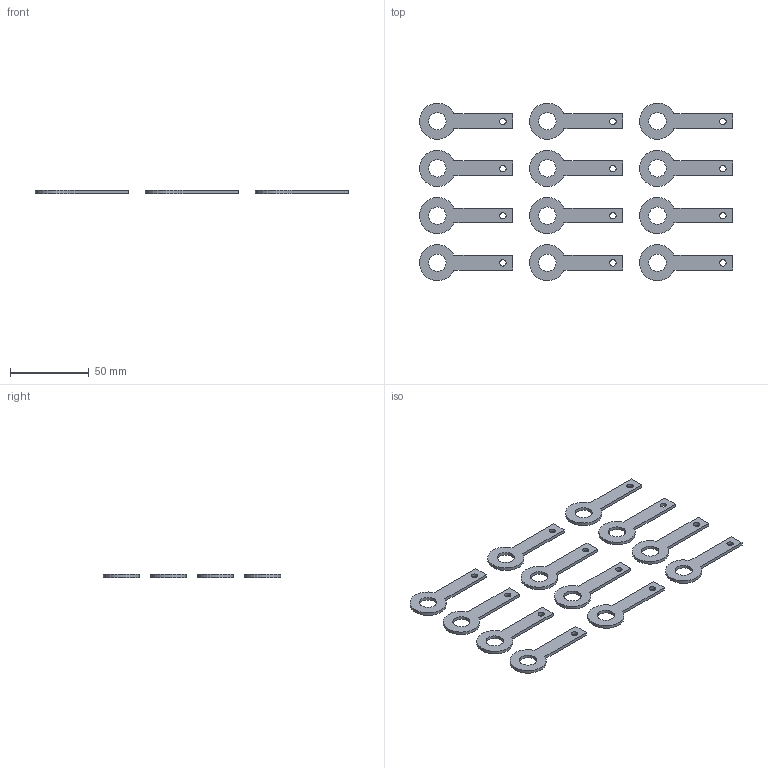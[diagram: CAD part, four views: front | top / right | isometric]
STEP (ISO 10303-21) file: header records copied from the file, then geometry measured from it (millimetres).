
FILE_DESCRIPTION(/* description */ ('','CAx-IF Rec.Pracs.---Representation and Presentation of Product Manufacturing Information (PMI)---4.0---2014-10-13'),/* implementation_level */ '2;1');
FILE_NAME(/* name */ 'port_easy v2.step',/* time_stamp */ '2025-01-24T19:48:44+08:00',/* author */ (''),/* organization */ (''),/* preprocessor_version */ 'ST-DEVELOPER v20',/* originating_system */ 'Autodesk Translation Framework v13.20.0.188',/* authorisation */ '');
FILE_SCHEMA (('AP242_MANAGED_MODEL_BASED_3D_ENGINEERING_MIM_LF { 1 0 10303 442 1 1 4 }'));
Length unit declared in the file: millimetre
Products named in the file (1): port_easy
Bounding box: 199.3 x 112.98 x 2 mm (x, y, z)
Volume: 17051.7 mm3; surface area: 22088.9 mm2
Topology: 13 solids, 13 shells, 104 faces, 234 edges, 156 vertices
Faces by surface type: plane 65, cylinder 39
Full cylindrical faces by diameter (mm): 4 x13, 11 x13
Entity records: 3041 total; most frequent: DIRECTION 522, CARTESIAN_POINT 495, ORIENTED_EDGE 468, EDGE_CURVE 234, AXIS2_PLACEMENT_3D 183, EDGE_LOOP 156, LINE 156, VECTOR 156
